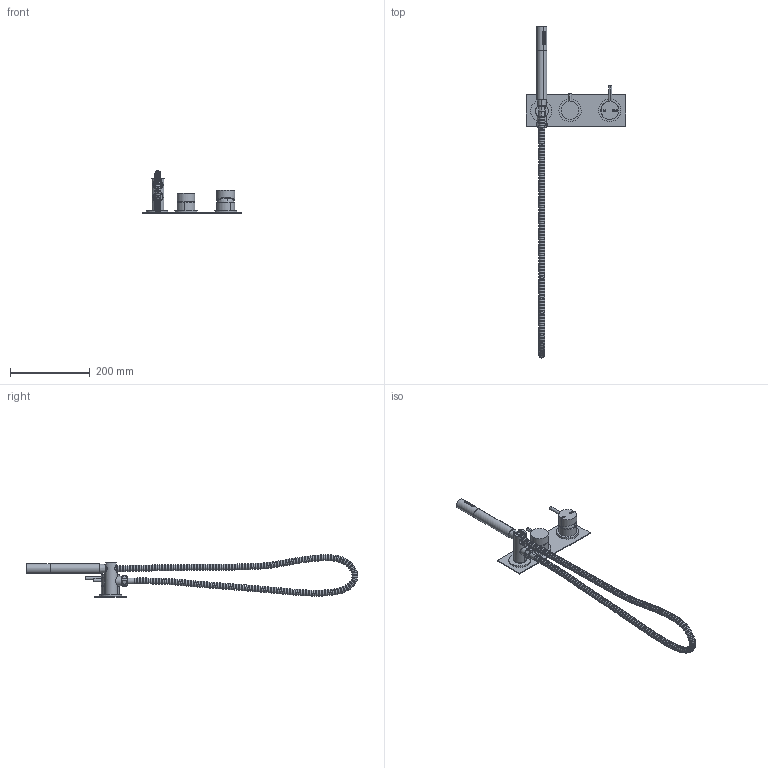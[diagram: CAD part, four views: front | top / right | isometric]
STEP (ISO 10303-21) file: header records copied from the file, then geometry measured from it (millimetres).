
FILE_DESCRIPTION (( 'STEP AP214' ), '1' );
FILE_NAME ('SUSSEX_SCALA_SSDSRH_shower_mixer_diverter_system_rh_shell.STEP', '2021-10-07T02:37:54', ( '' ), ( '' ), 'SwSTEP 2.0', 'SolidWorks 2020', '' );
FILE_SCHEMA (( 'AUTOMOTIVE_DESIGN' ));
Length unit declared in the file: millimetre
Products named in the file (1): SUSSEX_SCALA_SSDSRH_shower_mixer_diverter_system_rh_shell
Bounding box: 250 x 834 x 106.73 mm (x, y, z)
Volume: 574492.2 mm3; surface area: 192231.6 mm2
Topology: 16 solids, 16 shells, 1292 faces, 2663 edges, 1778 vertices
Faces by surface type: plane 456, cylinder 453, bspline 357, torus 14, cone 12
Entity records: 197774 total; most frequent: CARTESIAN_POINT 170448, ORIENTED_EDGE 5326, DIRECTION 4154, EDGE_CURVE 2663, VERTEX_POINT 1778, AXIS2_PLACEMENT_3D 1746, EDGE_LOOP 1667, FACE_OUTER_BOUND 1292
